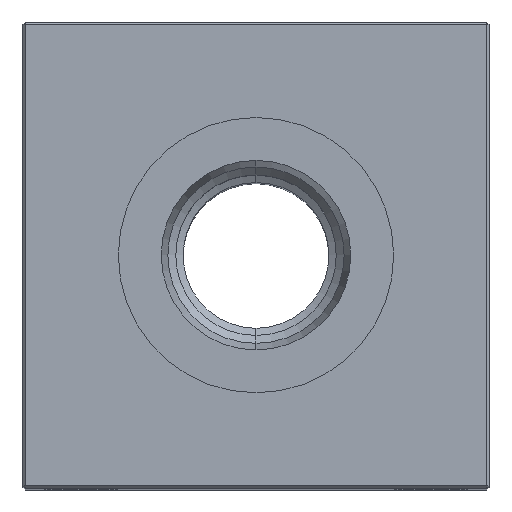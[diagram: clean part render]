
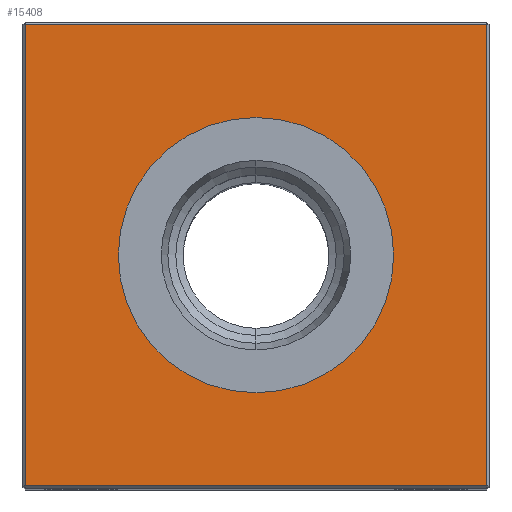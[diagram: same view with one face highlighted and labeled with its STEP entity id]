
A CAD part, top view. The second image highlights one B-rep face of the part: STEP entity #15408.
In plain terms, the highlighted planar face has unit normal (0, 0, 1).
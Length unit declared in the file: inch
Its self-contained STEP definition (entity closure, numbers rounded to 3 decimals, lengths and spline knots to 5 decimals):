
#303 = DIRECTION ( 'NONE',  ( 0., 0., -1. ) ) ;
#963 = EDGE_CURVE ( 'NONE', #5081, #18264, #6667, .T. ) ;
#1639 = CARTESIAN_POINT ( 'NONE',  ( 0.99, 0.99, 4.25 ) ) ;
#1749 = EDGE_LOOP ( 'NONE', ( #18269, #24135, #6867, #24727 ) ) ;
#1786 = CARTESIAN_POINT ( 'NONE',  ( 0.99, -0.99, 4.25 ) ) ;
#2510 = AXIS2_PLACEMENT_3D ( 'NONE', #11037, #22559, #5282 ) ;
#2636 = ORIENTED_EDGE ( 'NONE', *, *, #21584, .T. ) ;
#4281 = CARTESIAN_POINT ( 'NONE',  ( 0., -0.59055, 4.25 ) ) ;
#5081 = VERTEX_POINT ( 'NONE', #1786 ) ;
#5282 = DIRECTION ( 'NONE',  ( -1., 0., 0. ) ) ;
#6062 = VECTOR ( 'NONE', #12039, 39.37008 ) ;
#6667 = LINE ( 'NONE', #17680, #6062 ) ;
#6736 = EDGE_CURVE ( 'NONE', #18264, #20343, #19695, .T. ) ;
#6755 = CARTESIAN_POINT ( 'NONE',  ( -0.99, 0., 4.25 ) ) ;
#6867 = ORIENTED_EDGE ( 'NONE', *, *, #963, .T. ) ;
#7392 = DIRECTION ( 'NONE',  ( 0., 0., -1. ) ) ;
#8185 = CARTESIAN_POINT ( 'NONE',  ( 0., 0., 4.25 ) ) ;
#8336 = EDGE_CURVE ( 'NONE', #13001, #5081, #20027, .T. ) ;
#8368 = EDGE_CURVE ( 'NONE', #22439, #21445, #13708, .T. ) ;
#9332 = VECTOR ( 'NONE', #14386, 39.37008 ) ;
#9629 = DIRECTION ( 'NONE',  ( -1., 0., 0. ) ) ;
#10391 = EDGE_LOOP ( 'NONE', ( #2636, #20741 ) ) ;
#11037 = CARTESIAN_POINT ( 'NONE',  ( 0., 0., 4.25 ) ) ;
#11708 = AXIS2_PLACEMENT_3D ( 'NONE', #17030, #7392, #9629 ) ;
#12039 = DIRECTION ( 'NONE',  ( 0., 1., 0. ) ) ;
#12050 = CARTESIAN_POINT ( 'NONE',  ( 0., 0.99, 4.25 ) ) ;
#12942 = EDGE_CURVE ( 'NONE', #20343, #13001, #23649, .T. ) ;
#13001 = VERTEX_POINT ( 'NONE', #21780 ) ;
#13034 = FACE_OUTER_BOUND ( 'NONE', #1749, .T. ) ;
#13249 = CIRCLE ( 'NONE', #20036, 0.59055 ) ;
#13288 = VECTOR ( 'NONE', #23949, 39.37008 ) ;
#13708 = CIRCLE ( 'NONE', #11708, 0.59055 ) ;
#14386 = DIRECTION ( 'NONE',  ( 0., -1., 0. ) ) ;
#14736 = CARTESIAN_POINT ( 'NONE',  ( 0., 0.59055, 4.25 ) ) ;
#14788 = FACE_BOUND ( 'NONE', #10391, .T. ) ;
#15277 = PLANE ( 'NONE',  #2510 ) ;
#15408 = ADVANCED_FACE ( 'NONE', ( #13034, #14788 ), #15277, .F. ) ;
#17030 = CARTESIAN_POINT ( 'NONE',  ( 0., 0., 4.25 ) ) ;
#17680 = CARTESIAN_POINT ( 'NONE',  ( 0.99, 0., 4.25 ) ) ;
#18264 = VERTEX_POINT ( 'NONE', #1639 ) ;
#18269 = ORIENTED_EDGE ( 'NONE', *, *, #12942, .T. ) ;
#18531 = DIRECTION ( 'NONE',  ( 1., 0., 0. ) ) ;
#19329 = VECTOR ( 'NONE', #18531, 39.37008 ) ;
#19695 = LINE ( 'NONE', #12050, #13288 ) ;
#20027 = LINE ( 'NONE', #20285, #19329 ) ;
#20036 = AXIS2_PLACEMENT_3D ( 'NONE', #8185, #303, #23567 ) ;
#20285 = CARTESIAN_POINT ( 'NONE',  ( 0., -0.99, 4.25 ) ) ;
#20343 = VERTEX_POINT ( 'NONE', #21841 ) ;
#20741 = ORIENTED_EDGE ( 'NONE', *, *, #8368, .T. ) ;
#21445 = VERTEX_POINT ( 'NONE', #14736 ) ;
#21584 = EDGE_CURVE ( 'NONE', #21445, #22439, #13249, .T. ) ;
#21780 = CARTESIAN_POINT ( 'NONE',  ( -0.99, -0.99, 4.25 ) ) ;
#21841 = CARTESIAN_POINT ( 'NONE',  ( -0.99, 0.99, 4.25 ) ) ;
#22439 = VERTEX_POINT ( 'NONE', #4281 ) ;
#22559 = DIRECTION ( 'NONE',  ( 0., 0., -1. ) ) ;
#23567 = DIRECTION ( 'NONE',  ( -1., 0., 0. ) ) ;
#23649 = LINE ( 'NONE', #6755, #9332 ) ;
#23949 = DIRECTION ( 'NONE',  ( -1., 0., 0. ) ) ;
#24135 = ORIENTED_EDGE ( 'NONE', *, *, #8336, .T. ) ;
#24727 = ORIENTED_EDGE ( 'NONE', *, *, #6736, .T. ) ;
